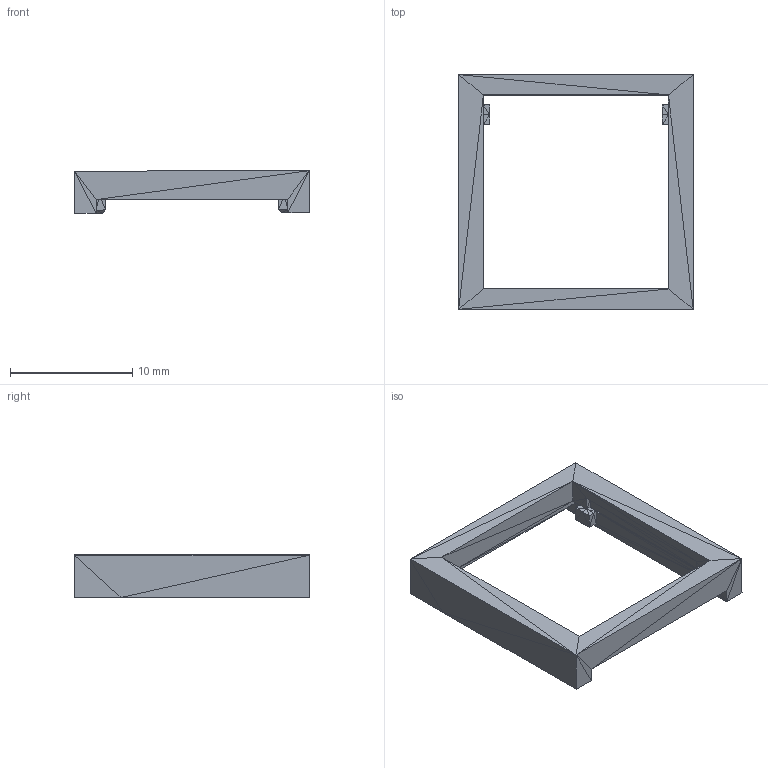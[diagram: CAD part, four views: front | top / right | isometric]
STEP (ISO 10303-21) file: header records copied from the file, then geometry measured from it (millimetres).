
FILE_DESCRIPTION(('FreeCAD Model'),'2;1');
FILE_NAME('Open CASCADE Shape Model','2025-09-09T17:55:32',(''),(''), 'Open CASCADE STEP processor 7.9','FreeCAD','Unknown');
FILE_SCHEMA(('AUTOMOTIVE_DESIGN { 1 0 10303 214 1 1 1 1 }'));
Length unit declared in the file: millimetre
Products named in the file (1): socket_choc_pcb_amoeba_hillside001
Bounding box: 19.2 x 19.2 x 3.5 mm (x, y, z)
Surface area: 684.2 mm2 (no closed solid volume)
Topology: 0 solids, 178 shells, 178 faces, 533 edges, 533 vertices
Faces by surface type: plane 178
Entity records: 7673 total; most frequent: CARTESIAN_POINT 1247, DIRECTION 892, ORIENTED_EDGE 534, EDGE_CURVE 534, VERTEX_POINT 534, LINE 534, VECTOR 534, AXIS2_PLACEMENT_3D 179
